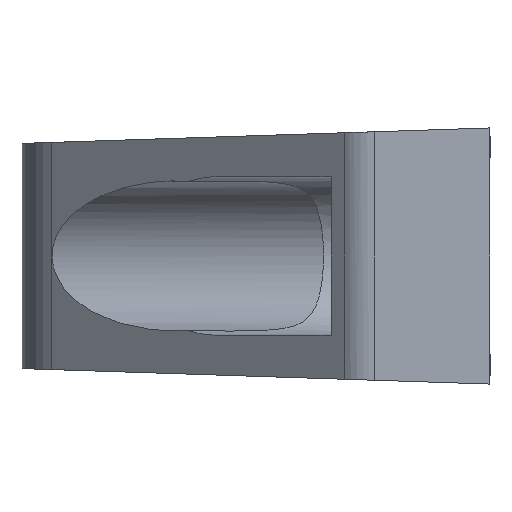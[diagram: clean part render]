
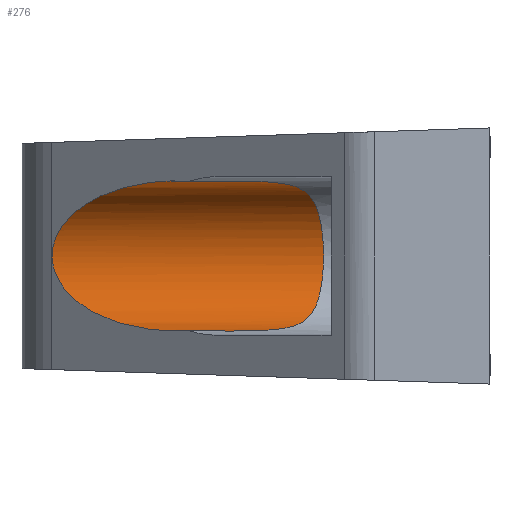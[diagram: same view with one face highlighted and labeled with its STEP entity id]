
A CAD part, left-side view. The second image highlights one B-rep face of the part: STEP entity #276.
In plain terms, the highlighted cylindrical face has radius 8.5 mm (diameter 17 mm), a partial arc.
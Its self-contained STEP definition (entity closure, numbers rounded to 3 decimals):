
#276 = ADVANCED_FACE( '', ( #566 ), #567, .F. );
#566 = FACE_OUTER_BOUND( '', #856, .T. );
#567 = CYLINDRICAL_SURFACE( '', #857, 8.5 );
#856 = EDGE_LOOP( '', ( #1643, #1644 ) );
#857 = AXIS2_PLACEMENT_3D( '', #1645, #1646, #1647 );
#1643 = ORIENTED_EDGE( '', *, *, #1863, .T. );
#1644 = ORIENTED_EDGE( '', *, *, #2009, .F. );
#1645 = CARTESIAN_POINT( '', ( -16., 18., 14.5 ) );
#1646 = DIRECTION( '', ( 0.25, 0.968, 0. ) );
#1647 = DIRECTION( '', ( 0.968, -0.25, 0. ) );
#1863 = EDGE_CURVE( '', #2293, #2294, #2295, .F. );
#2009 = EDGE_CURVE( '', #2293, #2294, #2493, .T. );
#2293 = VERTEX_POINT( '', #2925 );
#2294 = VERTEX_POINT( '', #2926 );
#2295 = ELLIPSE( '', #2927, 18.52, 8.5 );
#2493 = B_SPLINE_CURVE_WITH_KNOTS( '', 3, ( #3177, #3178, #3179, #3180, #3181, #3182, #3183, #3184, #3185, #3186, #3187, #3188, #3189, #3190, #3191, #3192, #3193, #3194, #3195, #3196, #3197, #3198, #3199, #3200, #3201, #3202, #3203, #3204, #3205, #3206, #3207, #3208, #3209, #3210, #3211, #3212, #3213, #3214, #3215, #3216, #3217, #3218, #3219, #3220, #3221, #3222, #3223, #3224, #3225, #3226, #3227, #3228, #3229, #3230, #3231, #3232, #3233, #3234, #3235, #3236, #3237, #3238, #3239, #3240, #3241, #3242, #3243, #3244, #3245, #3246, #3247, #3248, #3249, #3250, #3251, #3252 ), .UNSPECIFIED., .F., .F., ( 4, 2, 2, 2, 2, 2, 2, 2, 2, 2, 2, 2, 2, 2, 2, 2, 2, 2, 2, 2, 2, 2, 2, 2, 2, 2, 2, 2, 2, 2, 2, 2, 2, 2, 2, 2, 2, 4 ), ( 0.007, 0.01, 0.012, 0.014, 0.015, 0.017, 0.017, 0.018, 0.019, 0.02, 0.021, 0.022, 0.022, 0.023, 0.024, 0.025, 0.026, 0.027, 0.028, 0.029, 0.03, 0.031, 0.032, 0.032, 0.034, 0.035, 0.035, 0.037, 0.037, 0.038, 0.04, 0.04, 0.041, 0.042, 0.044, 0.047, 0.05, 0.052 ), .UNSPECIFIED. );
#2925 = CARTESIAN_POINT( '', ( -12.873, 34.142, 22.939 ) );
#2926 = CARTESIAN_POINT( '', ( -12.873, 34.142, 6.061 ) );
#2927 = AXIS2_PLACEMENT_3D( '', #3500, #3501, #3502 );
#3177 = CARTESIAN_POINT( '', ( -12.873, 34.142, 22.939 ) );
#3178 = CARTESIAN_POINT( '', ( -12.932, 33.191, 22.961 ) );
#3179 = CARTESIAN_POINT( '', ( -12.98, 32.238, 22.978 ) );
#3180 = CARTESIAN_POINT( '', ( -13.041, 30.332, 23. ) );
#3181 = CARTESIAN_POINT( '', ( -13.053, 29.379, 23.004 ) );
#3182 = CARTESIAN_POINT( '', ( -13.019, 27.95, 22.992 ) );
#3183 = CARTESIAN_POINT( '', ( -12.998, 27.474, 22.985 ) );
#3184 = CARTESIAN_POINT( '', ( -12.929, 26.522, 22.96 ) );
#3185 = CARTESIAN_POINT( '', ( -12.88, 26.047, 22.942 ) );
#3186 = CARTESIAN_POINT( '', ( -12.743, 25.107, 22.89 ) );
#3187 = CARTESIAN_POINT( '', ( -12.654, 24.642, 22.856 ) );
#3188 = CARTESIAN_POINT( '', ( -12.472, 23.953, 22.78 ) );
#3189 = CARTESIAN_POINT( '', ( -12.403, 23.725, 22.75 ) );
#3190 = CARTESIAN_POINT( '', ( -12.248, 23.279, 22.681 ) );
#3191 = CARTESIAN_POINT( '', ( -12.161, 23.061, 22.641 ) );
#3192 = CARTESIAN_POINT( '', ( -11.967, 22.637, 22.547 ) );
#3193 = CARTESIAN_POINT( '', ( -11.861, 22.432, 22.493 ) );
#3194 = CARTESIAN_POINT( '', ( -11.625, 22.035, 22.366 ) );
#3195 = CARTESIAN_POINT( '', ( -11.497, 21.844, 22.294 ) );
#3196 = CARTESIAN_POINT( '', ( -11.091, 21.31, 22.05 ) );
#3197 = CARTESIAN_POINT( '', ( -10.793, 21.001, 21.851 ) );
#3198 = CARTESIAN_POINT( '', ( -10.324, 20.595, 21.487 ) );
#3199 = CARTESIAN_POINT( '', ( -10.165, 20.471, 21.356 ) );
#3200 = CARTESIAN_POINT( '', ( -9.853, 20.245, 21.077 ) );
#3201 = CARTESIAN_POINT( '', ( -9.699, 20.142, 20.93 ) );
#3202 = CARTESIAN_POINT( '', ( -9.396, 19.952, 20.619 ) );
#3203 = CARTESIAN_POINT( '', ( -9.248, 19.865, 20.455 ) );
#3204 = CARTESIAN_POINT( '', ( -8.959, 19.705, 20.11 ) );
#3205 = CARTESIAN_POINT( '', ( -8.818, 19.631, 19.929 ) );
#3206 = CARTESIAN_POINT( '', ( -8.418, 19.431, 19.371 ) );
#3207 = CARTESIAN_POINT( '', ( -8.178, 19.323, 18.976 ) );
#3208 = CARTESIAN_POINT( '', ( -7.861, 19.187, 18.349 ) );
#3209 = CARTESIAN_POINT( '', ( -7.763, 19.146, 18.133 ) );
#3210 = CARTESIAN_POINT( '', ( -7.584, 19.074, 17.697 ) );
#3211 = CARTESIAN_POINT( '', ( -7.503, 19.042, 17.476 ) );
#3212 = CARTESIAN_POINT( '', ( -7.287, 18.958, 16.805 ) );
#3213 = CARTESIAN_POINT( '', ( -7.178, 18.917, 16.345 ) );
#3214 = CARTESIAN_POINT( '', ( -7.069, 18.877, 15.639 ) );
#3215 = CARTESIAN_POINT( '', ( -7.042, 18.867, 15.4 ) );
#3216 = CARTESIAN_POINT( '', ( -7.007, 18.855, 14.926 ) );
#3217 = CARTESIAN_POINT( '', ( -6.999, 18.852, 14.689 ) );
#3218 = CARTESIAN_POINT( '', ( -7.003, 18.853, 13.979 ) );
#3219 = CARTESIAN_POINT( '', ( -7.042, 18.867, 13.508 ) );
#3220 = CARTESIAN_POINT( '', ( -7.158, 18.91, 12.802 ) );
#3221 = CARTESIAN_POINT( '', ( -7.207, 18.928, 12.568 ) );
#3222 = CARTESIAN_POINT( '', ( -7.321, 18.971, 12.108 ) );
#3223 = CARTESIAN_POINT( '', ( -7.386, 18.996, 11.881 ) );
#3224 = CARTESIAN_POINT( '', ( -7.608, 19.083, 11.214 ) );
#3225 = CARTESIAN_POINT( '', ( -7.79, 19.156, 10.783 ) );
#3226 = CARTESIAN_POINT( '', ( -8.113, 19.295, 10.159 ) );
#3227 = CARTESIAN_POINT( '', ( -8.229, 19.347, 9.954 ) );
#3228 = CARTESIAN_POINT( '', ( -8.472, 19.46, 9.562 ) );
#3229 = CARTESIAN_POINT( '', ( -8.6, 19.522, 9.372 ) );
#3230 = CARTESIAN_POINT( '', ( -9.001, 19.724, 8.824 ) );
#3231 = CARTESIAN_POINT( '', ( -9.29, 19.883, 8.486 ) );
#3232 = CARTESIAN_POINT( '', ( -9.75, 20.175, 8.02 ) );
#3233 = CARTESIAN_POINT( '', ( -9.908, 20.282, 7.872 ) );
#3234 = CARTESIAN_POINT( '', ( -10.221, 20.514, 7.598 ) );
#3235 = CARTESIAN_POINT( '', ( -10.377, 20.639, 7.47 ) );
#3236 = CARTESIAN_POINT( '', ( -10.84, 21.048, 7.115 ) );
#3237 = CARTESIAN_POINT( '', ( -11.145, 21.371, 6.915 ) );
#3238 = CARTESIAN_POINT( '', ( -11.543, 21.912, 6.679 ) );
#3239 = CARTESIAN_POINT( '', ( -11.667, 22.101, 6.61 ) );
#3240 = CARTESIAN_POINT( '', ( -11.897, 22.499, 6.489 ) );
#3241 = CARTESIAN_POINT( '', ( -12.002, 22.709, 6.436 ) );
#3242 = CARTESIAN_POINT( '', ( -12.288, 23.354, 6.298 ) );
#3243 = CARTESIAN_POINT( '', ( -12.435, 23.8, 6.235 ) );
#3244 = CARTESIAN_POINT( '', ( -12.669, 24.715, 6.138 ) );
#3245 = CARTESIAN_POINT( '', ( -12.757, 25.185, 6.104 ) );
#3246 = CARTESIAN_POINT( '', ( -12.956, 26.597, 6.029 ) );
#3247 = CARTESIAN_POINT( '', ( -13.01, 27.54, 6.011 ) );
#3248 = CARTESIAN_POINT( '', ( -13.053, 29.425, 5.996 ) );
#3249 = CARTESIAN_POINT( '', ( -13.04, 30.368, 6.001 ) );
#3250 = CARTESIAN_POINT( '', ( -12.979, 32.255, 6.022 ) );
#3251 = CARTESIAN_POINT( '', ( -12.931, 33.198, 6.039 ) );
#3252 = CARTESIAN_POINT( '', ( -12.873, 34.142, 6.061 ) );
#3500 = CARTESIAN_POINT( '', ( -11.4, 35.789, 14.5 ) );
#3501 = DIRECTION( '', ( 0.745, -0.667, 0. ) );
#3502 = DIRECTION( '', ( -0.667, -0.745, 0. ) );
